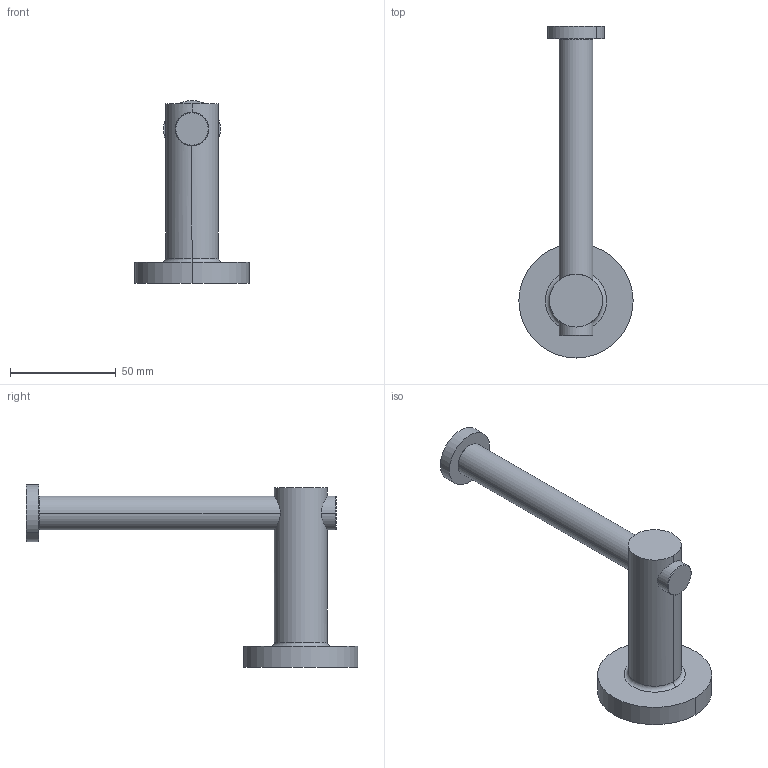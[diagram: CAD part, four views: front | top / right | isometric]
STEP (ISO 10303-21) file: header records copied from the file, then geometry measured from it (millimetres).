
FILE_DESCRIPTION (( 'STEP AP214' ), '1' );
FILE_NAME ('SUSSEX_SCALA_SSPTRH_spare_toilet_roll_holder_shell.STEP', '2021-05-26T04:34:04', ( '' ), ( '' ), 'SwSTEP 2.0', 'SolidWorks 2020', '' );
FILE_SCHEMA (( 'AUTOMOTIVE_DESIGN' ));
Length unit declared in the file: millimetre
Products named in the file (1): SUSSEX_SCALA_SSPTRH_spare_toilet_roll_holder_shell
Bounding box: 54 x 156.8 x 86.47 mm (x, y, z)
Volume: 86353.6 mm3; surface area: 23153.4 mm2
Topology: 4 solids, 4 shells, 24 faces, 48 edges, 30 vertices
Faces by surface type: cylinder 10, plane 8, cone 4, torus 2
Entity records: 1461 total; most frequent: CARTESIAN_POINT 887, DIRECTION 114, ORIENTED_EDGE 96, AXIS2_PLACEMENT_3D 49, EDGE_CURVE 48, VERTEX_POINT 30, EDGE_LOOP 24, ADVANCED_FACE 24
